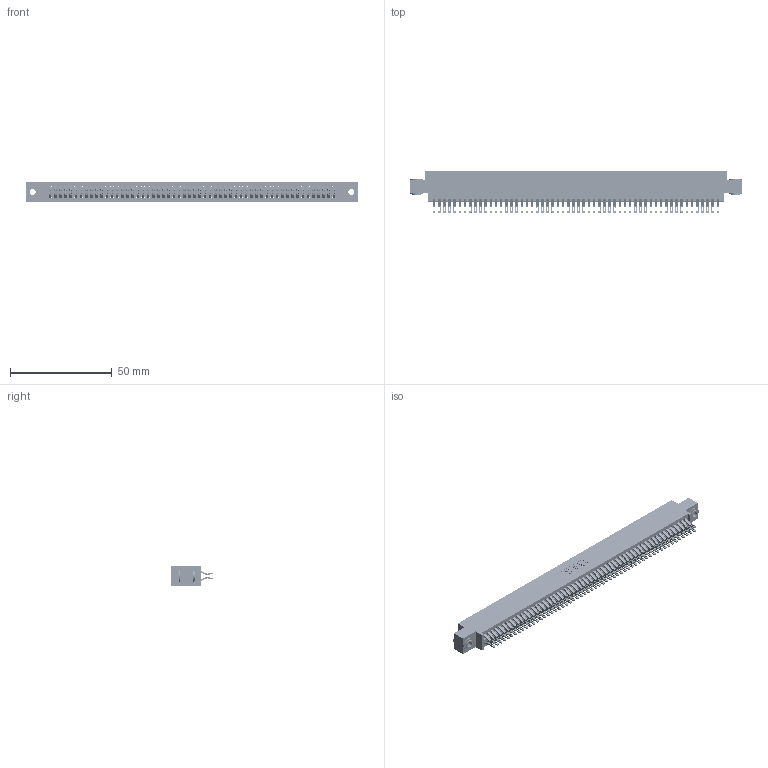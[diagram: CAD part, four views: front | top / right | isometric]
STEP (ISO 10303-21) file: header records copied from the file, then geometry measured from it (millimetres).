
FILE_DESCRIPTION (( 'STEP AP203' ), '1' );
FILE_NAME ('345-112-555-803.STEP', '2019-11-04T22:52:36', ( '' ), ( '' ), 'SwSTEP 2.0', 'SolidWorks 2016', '' );
FILE_SCHEMA (( 'CONFIG_CONTROL_DESIGN' ));
Length unit declared in the file: inch
Products named in the file (4): 345-292-001_555 Tail; 345-250-002_345-250-002-102; 345-112-555-803; 345 Part_0.170 Offset - 0.156 Dia-TH
Assembly tree (115 placements, depth 2):
  345-112-555-803
    345 Part_0.170 Offset - 0.156 Dia-TH
    345-292-001_555 Tail  x112
    345-250-002_345-250-002-102  x2
Bounding box: 163.45 x 21.13 x 9.4 mm (x, y, z)
Volume: 16238.4 mm3; surface area: 25752.5 mm2
Topology: 115 solids, 115 shells, 6440 faces, 20253 edges, 13498 vertices
Faces by surface type: plane 3566, cylinder 2866, cone 8
Entity records: 43162 total; most frequent: CARTESIAN_POINT 7233, ORIENTED_EDGE 7130, DIRECTION 6359, EDGE_CURVE 3565, VECTOR 3165, LINE 3165, VERTEX_POINT 2374, AXIS2_PLACEMENT_3D 1597
